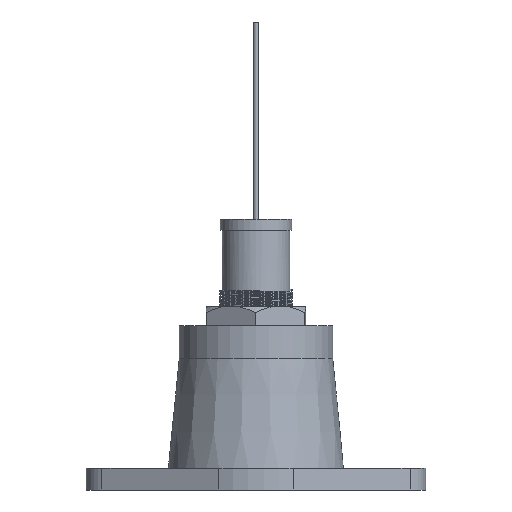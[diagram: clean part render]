
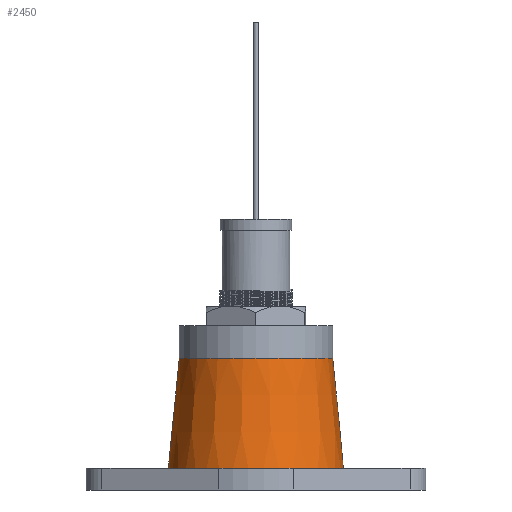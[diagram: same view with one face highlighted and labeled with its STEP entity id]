
A CAD part, front view. The second image highlights one B-rep face of the part: STEP entity #2450.
In plain terms, the highlighted conical face has half-angle 5.711 degrees and reference radius 8 mm.
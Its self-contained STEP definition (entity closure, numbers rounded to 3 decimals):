
#77=CONICAL_SURFACE('',#2710,8.,0.1);
#263=FACE_OUTER_BOUND('',#422,.T.);
#422=EDGE_LOOP('',(#2160,#2161,#2162,#2163,#2164,#2165,#2166,#2167));
#490=CIRCLE('',#2706,7.);
#492=CIRCLE('',#2711,8.);
#493=CIRCLE('',#2712,8.);
#494=CIRCLE('',#2713,8.);
#495=CIRCLE('',#2714,8.);
#496=CIRCLE('',#2715,8.);
#775=LINE('',#7223,#914);
#914=VECTOR('',#3229,8.);
#1145=VERTEX_POINT('',#7213);
#1147=VERTEX_POINT('',#7222);
#1148=VERTEX_POINT('',#7224);
#1149=VERTEX_POINT('',#7226);
#1150=VERTEX_POINT('',#7228);
#1151=VERTEX_POINT('',#7230);
#1485=EDGE_CURVE('',#1145,#1145,#490,.T.);
#1488=EDGE_CURVE('',#1145,#1147,#775,.T.);
#1489=EDGE_CURVE('',#1148,#1147,#492,.T.);
#1490=EDGE_CURVE('',#1148,#1149,#493,.T.);
#1491=EDGE_CURVE('',#1150,#1149,#494,.T.);
#1492=EDGE_CURVE('',#1150,#1151,#495,.T.);
#1493=EDGE_CURVE('',#1147,#1151,#496,.T.);
#2160=ORIENTED_EDGE('',*,*,#1485,.T.);
#2161=ORIENTED_EDGE('',*,*,#1488,.T.);
#2162=ORIENTED_EDGE('',*,*,#1489,.F.);
#2163=ORIENTED_EDGE('',*,*,#1490,.T.);
#2164=ORIENTED_EDGE('',*,*,#1491,.F.);
#2165=ORIENTED_EDGE('',*,*,#1492,.T.);
#2166=ORIENTED_EDGE('',*,*,#1493,.F.);
#2167=ORIENTED_EDGE('',*,*,#1488,.F.);
#2450=ADVANCED_FACE('',(#263),#77,.T.);
#2706=AXIS2_PLACEMENT_3D('',#7215,#3218,#3219);
#2710=AXIS2_PLACEMENT_3D('',#7221,#3227,#3228);
#2711=AXIS2_PLACEMENT_3D('',#7225,#3230,#3231);
#2712=AXIS2_PLACEMENT_3D('',#7227,#3232,#3233);
#2713=AXIS2_PLACEMENT_3D('',#7229,#3234,#3235);
#2714=AXIS2_PLACEMENT_3D('',#7231,#3236,#3237);
#2715=AXIS2_PLACEMENT_3D('',#7232,#3238,#3239);
#3218=DIRECTION('center_axis',(0.,0.,-1.));
#3219=DIRECTION('ref_axis',(1.,0.,0.));
#3227=DIRECTION('center_axis',(0.,0.,-1.));
#3228=DIRECTION('ref_axis',(1.,0.,0.));
#3229=DIRECTION('',(-0.1,0.,-0.995));
#3230=DIRECTION('center_axis',(0.,0.,-1.));
#3231=DIRECTION('ref_axis',(1.,0.,0.));
#3232=DIRECTION('center_axis',(0.,0.,1.));
#3233=DIRECTION('ref_axis',(1.,0.,0.));
#3234=DIRECTION('center_axis',(0.,0.,-1.));
#3235=DIRECTION('ref_axis',(1.,0.,0.));
#3236=DIRECTION('center_axis',(0.,0.,1.));
#3237=DIRECTION('ref_axis',(1.,0.,0.));
#3238=DIRECTION('center_axis',(0.,0.,-1.));
#3239=DIRECTION('ref_axis',(1.,0.,0.));
#7213=CARTESIAN_POINT('',(-7.,0.,10.));
#7215=CARTESIAN_POINT('Origin',(0.,0.,10.));
#7221=CARTESIAN_POINT('Origin',(0.,0.,0.));
#7222=CARTESIAN_POINT('',(-8.,0.,0.));
#7223=CARTESIAN_POINT('',(-8.,0.,0.));
#7224=CARTESIAN_POINT('',(-3.385,-7.249,0.));
#7225=CARTESIAN_POINT('Origin',(0.,0.,0.));
#7226=CARTESIAN_POINT('',(3.385,-7.249,0.));
#7227=CARTESIAN_POINT('Origin',(0.,0.,0.));
#7228=CARTESIAN_POINT('',(3.385,7.249,0.));
#7229=CARTESIAN_POINT('Origin',(0.,0.,0.));
#7230=CARTESIAN_POINT('',(-3.385,7.249,0.));
#7231=CARTESIAN_POINT('Origin',(0.,0.,0.));
#7232=CARTESIAN_POINT('Origin',(0.,0.,0.));
